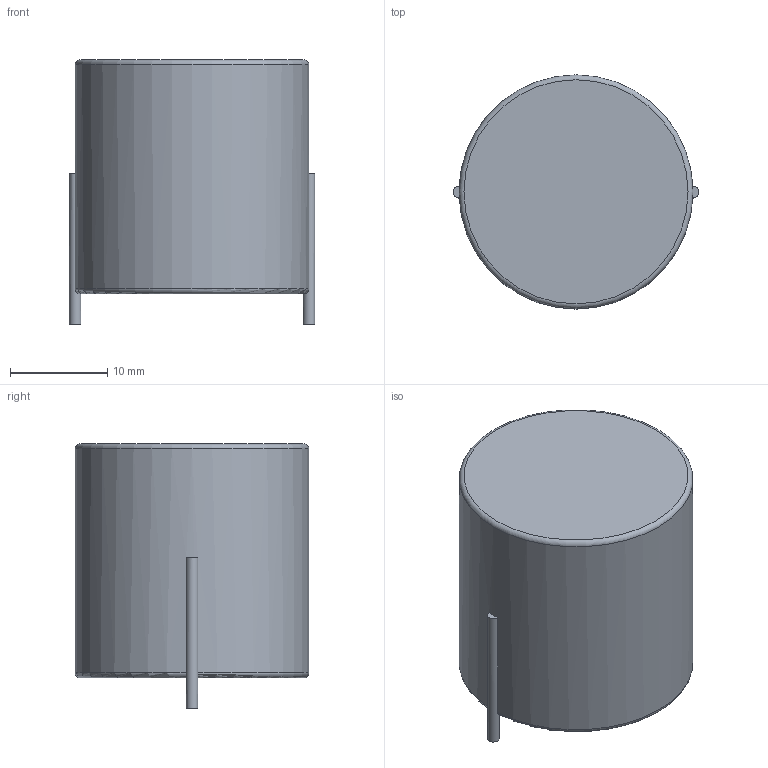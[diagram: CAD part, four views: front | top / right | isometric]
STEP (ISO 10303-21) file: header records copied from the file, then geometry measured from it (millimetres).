
FILE_DESCRIPTION(('FreeCAD Model'),'2;1');
FILE_NAME('L_Radial_D24.0mm_P24.00mm.step','2018-01-10T12:21:40',('kicad StepUp'),( 'ksu MCAD'),'Open CASCADE STEP processor 6.8','FreeCAD','Unknown');
FILE_SCHEMA(('AUTOMOTIVE_DESIGN_CC2 { 1 2 10303 214 -1 1 5 4 }'));
Length unit declared in the file: millimetre
Products named in the file (1): L_Radial_D24.0mm_P24.00mm
Bounding box: 25.2 x 24 x 27.1 mm (x, y, z)
Volume: 10870.6 mm3; surface area: 2725.9 mm2
Topology: 1 solids, 1 shells, 12 faces, 29 edges, 19 vertices
Faces by surface type: plane 6, torus 3, cylinder 3
Full cylindrical faces by diameter (mm): 1.2 x2, 24 x1
Entity records: 679 total; most frequent: CARTESIAN_POINT 437, ORIENTED_EDGE 51, EDGE_CURVE 29, AXIS2_PLACEMENT_3D 23, VERTEX_POINT 19, ADVANCED_FACE 12, FACE_BOUND 12, EDGE_LOOP 12
